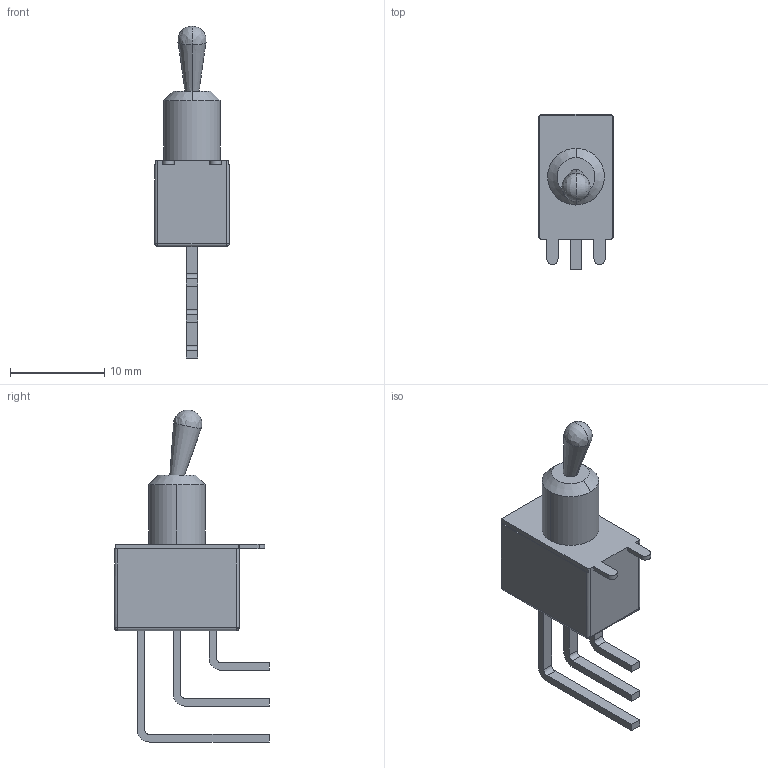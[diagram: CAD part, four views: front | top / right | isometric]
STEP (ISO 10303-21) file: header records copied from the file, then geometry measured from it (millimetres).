
FILE_DESCRIPTION (( 'STEP AP214' ), '1' );
FILE_NAME ('714D3CAF-0FAE-45E4-AD46-E5EFAF7B4CFA.STEP', '2023-05-16T11:00:38', ( '' ), ( '' ), 'SwSTEP 2.0', 'SolidWorks 2022', '' );
FILE_SCHEMA (( 'AUTOMOTIVE_DESIGN' ));
Length unit declared in the file: millimetre
Products named in the file (1): 714D3CAF-0FAE-45E4-AD46-E5EFAF7B4CFA
Bounding box: 7.9 x 16.4 x 35.15 mm (x, y, z)
Volume: 1230.3 mm3; surface area: 994.2 mm2
Topology: 1 solids, 1 shells, 341 faces, 934 edges, 613 vertices
Faces by surface type: plane 182, bspline 137, cylinder 18, cone 4
Entity records: 11751 total; most frequent: CARTESIAN_POINT 3686, ORIENTED_EDGE 1848, DIRECTION 1140, EDGE_CURVE 924, VERTEX_POINT 613, LINE 606, VECTOR 606, EDGE_LOOP 369
